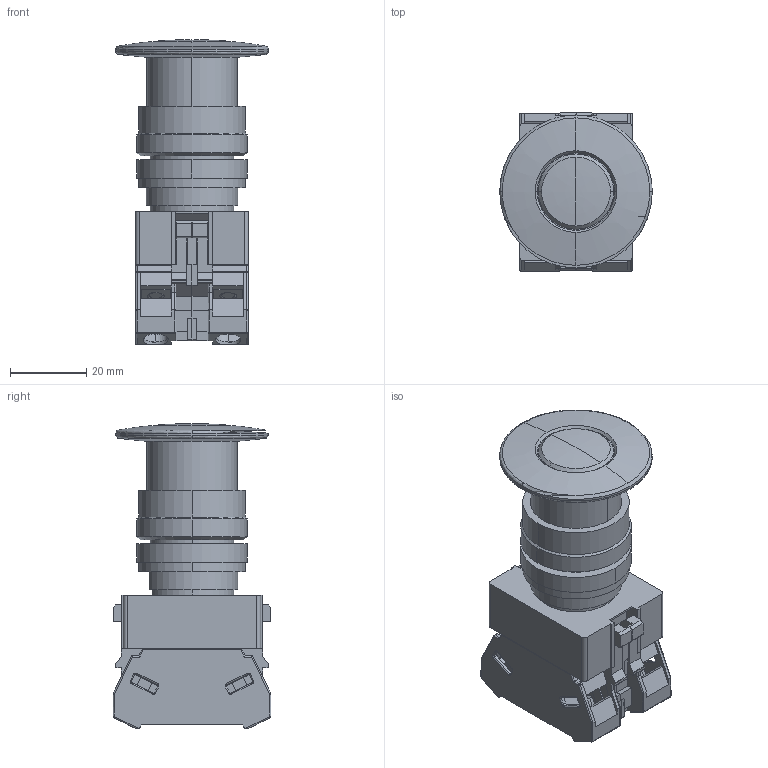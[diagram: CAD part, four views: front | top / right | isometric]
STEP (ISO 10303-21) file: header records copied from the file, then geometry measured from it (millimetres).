
FILE_DESCRIPTION (( 'STEP AP214' ), '1' );
FILE_NAME ('12_AYW4xx$.STEP', '2021-01-15T07:53:25', ( 'IDEC' ), ( 'IDEC' ), 'SwSTEP 2.0', 'SolidWorks 2019', '' );
FILE_SCHEMA (( 'AUTOMOTIVE_DESIGN' ));
Length unit declared in the file: millimetre
Products named in the file (6): 12_AYW4xx$; TW-BODY2; TW-ADJUSTMENT-RING; TW-LARGE-SIZE-HANDLE-YL2; HW-Uxx(R); TW-RING
Assembly tree (6 placements, depth 2):
  12_AYW4xx$
    TW-BODY2
    TW-LARGE-SIZE-HANDLE-YL2
    TW-RING
    TW-ADJUSTMENT-RING
    HW-Uxx(R)  x2
Bounding box: 40 x 41.4 x 79.9 mm (x, y, z)
Volume: 55878.6 mm3; surface area: 23119.4 mm2
Topology: 6 solids, 6 shells, 653 faces, 1790 edges, 1145 vertices
Faces by surface type: plane 391, cylinder 162, bspline 82, cone 18
Entity records: 13019 total; most frequent: CARTESIAN_POINT 3210, ORIENTED_EDGE 2084, DIRECTION 1908, EDGE_CURVE 1042, VECTOR 748, LINE 748, VERTEX_POINT 673, AXIS2_PLACEMENT_3D 580
